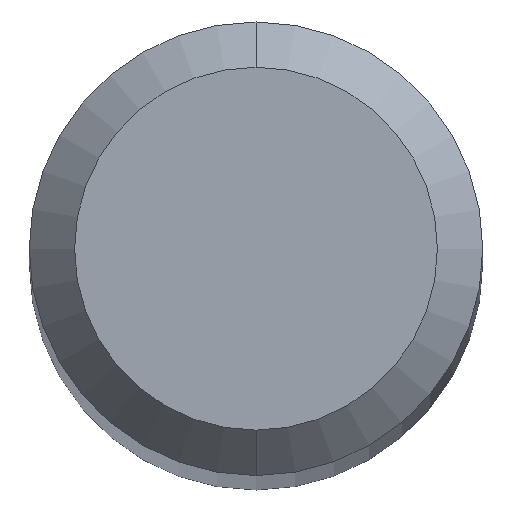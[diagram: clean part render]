
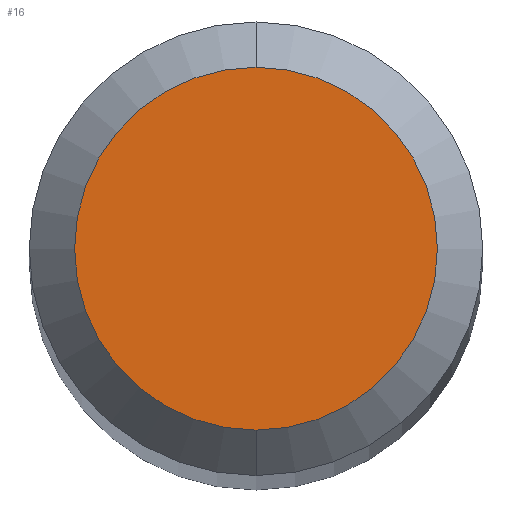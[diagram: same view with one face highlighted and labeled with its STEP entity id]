
A CAD part, top view. The second image highlights one B-rep face of the part: STEP entity #16.
In plain terms, the highlighted planar face has unit normal (0, 0, 1).
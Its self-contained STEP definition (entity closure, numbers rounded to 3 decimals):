
#11 = FACE_OUTER_BOUND ( 'NONE', #85, .T. ) ;
#16 = ADVANCED_FACE ( 'NONE', ( #11 ), #206, .F. ) ;
#26 = AXIS2_PLACEMENT_3D ( 'NONE', #151, #110, #69 ) ;
#31 = CIRCLE ( 'NONE', #185, 1.941 ) ;
#32 = VERTEX_POINT ( 'NONE', #192 ) ;
#38 = AXIS2_PLACEMENT_3D ( 'NONE', #137, #115, #149 ) ;
#43 = CARTESIAN_POINT ( 'NONE',  ( 0., -1.941, 0. ) ) ;
#46 = EDGE_CURVE ( 'NONE', #119, #32, #31, .T. ) ;
#62 = EDGE_CURVE ( 'NONE', #32, #119, #66, .T. ) ;
#66 = CIRCLE ( 'NONE', #38, 1.941 ) ;
#69 = DIRECTION ( 'NONE',  ( 0., 1., 0. ) ) ;
#85 = EDGE_LOOP ( 'NONE', ( #205, #190 ) ) ;
#96 = DIRECTION ( 'NONE',  ( 0., 0., 1. ) ) ;
#97 = CARTESIAN_POINT ( 'NONE',  ( 0., 0., 0. ) ) ;
#110 = DIRECTION ( 'NONE',  ( 0., 0., -1. ) ) ;
#113 = DIRECTION ( 'NONE',  ( 0., 1., 0. ) ) ;
#115 = DIRECTION ( 'NONE',  ( 0., 0., 1. ) ) ;
#119 = VERTEX_POINT ( 'NONE', #43 ) ;
#137 = CARTESIAN_POINT ( 'NONE',  ( 0., 0., 0. ) ) ;
#149 = DIRECTION ( 'NONE',  ( 0., 1., 0. ) ) ;
#151 = CARTESIAN_POINT ( 'NONE',  ( 0., 2.426, 0. ) ) ;
#185 = AXIS2_PLACEMENT_3D ( 'NONE', #97, #96, #113 ) ;
#190 = ORIENTED_EDGE ( 'NONE', *, *, #46, .T. ) ;
#192 = CARTESIAN_POINT ( 'NONE',  ( 0., 1.941, 0. ) ) ;
#205 = ORIENTED_EDGE ( 'NONE', *, *, #62, .T. ) ;
#206 = PLANE ( 'NONE',  #26 ) ;
